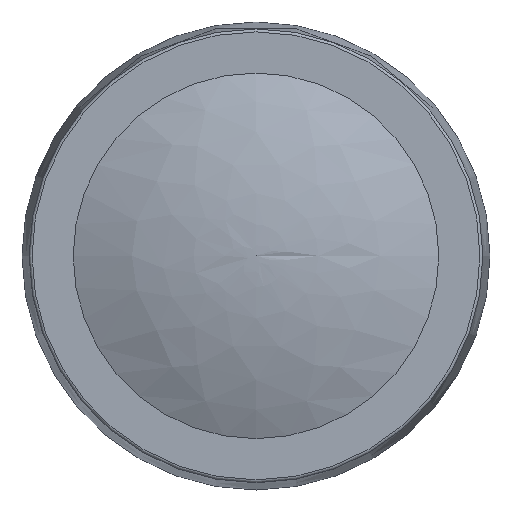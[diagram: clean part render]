
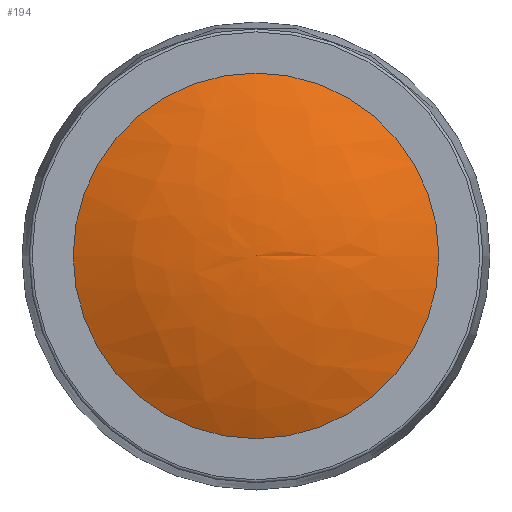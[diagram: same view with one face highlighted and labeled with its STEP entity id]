
A CAD part, top view. The second image highlights one B-rep face of the part: STEP entity #194.
In plain terms, the highlighted free-form (B-spline) face has degree [3, 3] with [4, 7] control points.
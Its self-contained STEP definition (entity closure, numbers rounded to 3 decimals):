
#194 = ADVANCED_FACE( '', ( #442, #443 ), #444, .T. );
#442 = FACE_BOUND( '', #749, .T. );
#443 = FACE_OUTER_BOUND( '', #750, .T. );
#444 = ( BOUNDED_SURFACE(  )B_SPLINE_SURFACE( 3, 3, ( ( #753, #754, #755, #756, #757, #758, #759 ), ( #760, #761, #762, #763, #764, #765, #766 ), ( #767, #768, #769, #770, #771, #772, #773 ), ( #774, #775, #776, #777, #778, #779, #780 ) ), .UNSPECIFIED., .F., .T., .F. )B_SPLINE_SURFACE_WITH_KNOTS( ( 4, 4 ), ( 4, 3, 4 ), ( 0., 6.283 ), ( 1.143, 1.358, 1.573 ), .UNSPECIFIED. )GEOMETRIC_REPRESENTATION_ITEM(  )RATIONAL_B_SPLINE_SURFACE( ( ( 1., 0.333, 0.333, 1., 0.333, 0.333, 1. ), ( 0.985, 0.328, 0.328, 0.985, 0.328, 0.328, 0.985 ), ( 0.985, 0.328, 0.328, 0.985, 0.328, 0.328, 0.985 ), ( 1., 0.333, 0.333, 1., 0.333, 0.333, 1. ) ) )REPRESENTATION_ITEM( '' )SURFACE(  ) );
#749 = VERTEX_LOOP( '', #1240 );
#750 = EDGE_LOOP( '', ( #1241 ) );
#753 = CARTESIAN_POINT( '', ( 0., 0., 27.8 ) );
#754 = CARTESIAN_POINT( '', ( 0., 0., 27.8 ) );
#755 = CARTESIAN_POINT( '', ( 0., 0., 27.8 ) );
#756 = CARTESIAN_POINT( '', ( 0., 0., 27.8 ) );
#757 = CARTESIAN_POINT( '', ( 0., 0., 27.8 ) );
#758 = CARTESIAN_POINT( '', ( 0., 0., 27.8 ) );
#759 = CARTESIAN_POINT( '', ( 0., 0., 27.8 ) );
#760 = CARTESIAN_POINT( '', ( 4.329, 0., 27.809 ) );
#761 = CARTESIAN_POINT( '', ( 4.329, 8.658, 27.809 ) );
#762 = CARTESIAN_POINT( '', ( -4.329, 8.658, 27.809 ) );
#763 = CARTESIAN_POINT( '', ( -4.329, 0., 27.809 ) );
#764 = CARTESIAN_POINT( '', ( -4.329, -8.658, 27.809 ) );
#765 = CARTESIAN_POINT( '', ( 4.329, -8.658, 27.809 ) );
#766 = CARTESIAN_POINT( '', ( 4.329, 0., 27.809 ) );
#767 = CARTESIAN_POINT( '', ( 8.561, 0., 26.895 ) );
#768 = CARTESIAN_POINT( '', ( 8.561, 17.121, 26.895 ) );
#769 = CARTESIAN_POINT( '', ( -8.561, 17.121, 26.895 ) );
#770 = CARTESIAN_POINT( '', ( -8.561, 0., 26.895 ) );
#771 = CARTESIAN_POINT( '', ( -8.561, -17.121, 26.895 ) );
#772 = CARTESIAN_POINT( '', ( 8.561, -17.121, 26.895 ) );
#773 = CARTESIAN_POINT( '', ( 8.561, 0., 26.895 ) );
#774 = CARTESIAN_POINT( '', ( 12.5, 0., 25.1 ) );
#775 = CARTESIAN_POINT( '', ( 12.5, 25., 25.1 ) );
#776 = CARTESIAN_POINT( '', ( -12.5, 25., 25.1 ) );
#777 = CARTESIAN_POINT( '', ( -12.5, 0., 25.1 ) );
#778 = CARTESIAN_POINT( '', ( -12.5, -25., 25.1 ) );
#779 = CARTESIAN_POINT( '', ( 12.5, -25., 25.1 ) );
#780 = CARTESIAN_POINT( '', ( 12.5, 0., 25.1 ) );
#1240 = VERTEX_POINT( '', #1658 );
#1241 = ORIENTED_EDGE( '', *, *, #1626, .T. );
#1626 = EDGE_CURVE( '', #1916, #1916, #1917, .T. );
#1658 = CARTESIAN_POINT( '', ( 0., 0., 27.8 ) );
#1916 = VERTEX_POINT( '', #2374 );
#1917 = CIRCLE( '', #2375, 12.5 );
#2374 = CARTESIAN_POINT( '', ( 12.5, 0., 25.1 ) );
#2375 = AXIS2_PLACEMENT_3D( '', #2693, #2694, #2695 );
#2693 = CARTESIAN_POINT( '', ( 0., 0., 25.1 ) );
#2694 = DIRECTION( '', ( 0., 0., 1. ) );
#2695 = DIRECTION( '', ( 1., 0., 0. ) );
